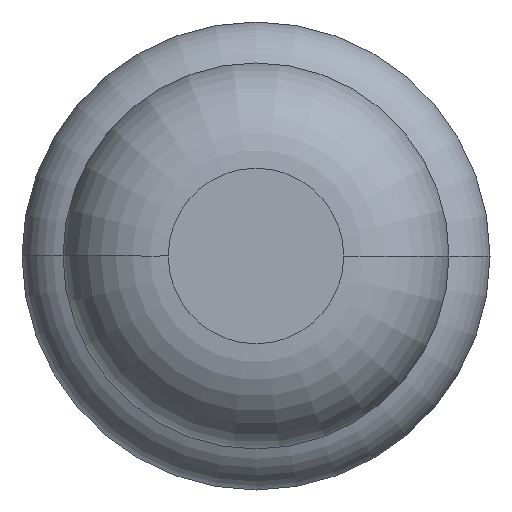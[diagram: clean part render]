
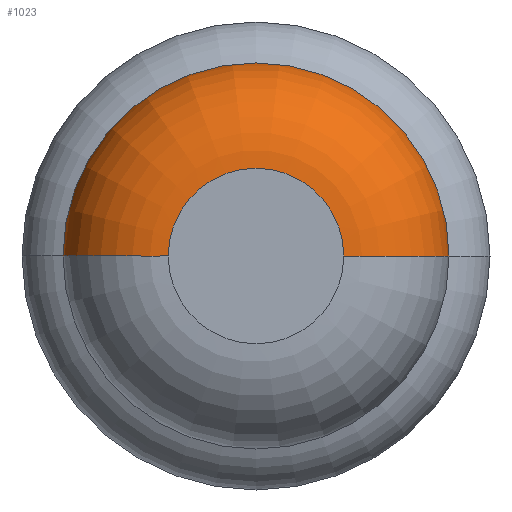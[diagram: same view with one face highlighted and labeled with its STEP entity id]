
A CAD part, front view. The second image highlights one B-rep face of the part: STEP entity #1023.
In plain terms, the highlighted toroidal (fillet/blend) face has major radius 0.375 mm and minor radius 0.45 mm.
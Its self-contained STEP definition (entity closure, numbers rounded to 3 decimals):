
#130 = VERTEX_POINT ( 'NONE', #554 ) ;
#234 = DIRECTION ( 'NONE',  ( 0., -1., 0. ) ) ;
#332 = VERTEX_POINT ( 'NONE', #3062 ) ;
#352 = CARTESIAN_POINT ( 'NONE',  ( 0., -31.55, 0. ) ) ;
#485 = FACE_OUTER_BOUND ( 'NONE', #2492, .T. ) ;
#554 = CARTESIAN_POINT ( 'NONE',  ( 0.825, -31.55, 0. ) ) ;
#681 = CARTESIAN_POINT ( 'NONE',  ( 0., -31.55, 0. ) ) ;
#817 = EDGE_CURVE ( 'Defeature ausgef�hrt1_6+Defeature ausgef�hrt1_7+Defeature ausgef�hrt1_7+Defeature ausgef�hrt1_7', #2177, #962, #3073, .T. ) ;
#962 = VERTEX_POINT ( 'NONE', #2938 ) ;
#1009 = DIRECTION ( 'NONE',  ( -1., 0., 0. ) ) ;
#1023 = ADVANCED_FACE ( 'Defeature ausgef�hrt1_7', ( #485 ), #1419, .T. ) ;
#1055 = DIRECTION ( 'NONE',  ( 0., -1., 0. ) ) ;
#1076 = DIRECTION ( 'NONE',  ( 1., 0., 0. ) ) ;
#1079 = ORIENTED_EDGE ( 'NONE', *, *, #2801, .T. ) ;
#1156 = CIRCLE ( 'NONE', #4055, 0.825 ) ;
#1327 = DIRECTION ( 'NONE',  ( 1., 0., 0. ) ) ;
#1419 = TOROIDAL_SURFACE ( 'NONE', #3923, 0.375, 0.45 ) ;
#1556 = CARTESIAN_POINT ( 'NONE',  ( 0.375, -32., 0. ) ) ;
#1568 = EDGE_CURVE ( 'NONE', #130, #2177, #1960, .T. ) ;
#1720 = CARTESIAN_POINT ( 'NONE',  ( 0.375, -31.55, 0. ) ) ;
#1905 = DIRECTION ( 'NONE',  ( 1., 0., 0. ) ) ;
#1960 = CIRCLE ( 'NONE', #2864, 0.45 ) ;
#2127 = ORIENTED_EDGE ( 'NONE', *, *, #1568, .F. ) ;
#2177 = VERTEX_POINT ( 'NONE', #1556 ) ;
#2353 = CARTESIAN_POINT ( 'NONE',  ( -0.375, -31.55, 0. ) ) ;
#2483 = AXIS2_PLACEMENT_3D ( 'NONE', #2353, #3371, #1327 ) ;
#2492 = EDGE_LOOP ( 'NONE', ( #3951, #1079, #3090, #2127 ) ) ;
#2585 = CARTESIAN_POINT ( 'NONE',  ( 0., -32., 0. ) ) ;
#2708 = DIRECTION ( 'NONE',  ( 1., 0., 0. ) ) ;
#2801 = EDGE_CURVE ( 'NONE', #332, #962, #4195, .T. ) ;
#2864 = AXIS2_PLACEMENT_3D ( 'NONE', #1720, #4096, #1009 ) ;
#2938 = CARTESIAN_POINT ( 'NONE',  ( -0.375, -32., 0. ) ) ;
#3062 = CARTESIAN_POINT ( 'NONE',  ( -0.825, -31.55, 0. ) ) ;
#3073 = CIRCLE ( 'NONE', #4254, 0.375 ) ;
#3090 = ORIENTED_EDGE ( 'NONE', *, *, #817, .F. ) ;
#3172 = EDGE_CURVE ( 'Defeature ausgef�hrt1_7+Defeature ausgef�hrt1_8+Defeature ausgef�hrt1_8+Defeature ausgef�hrt1_8', #130, #332, #1156, .T. ) ;
#3371 = DIRECTION ( 'NONE',  ( 0., 0., 1. ) ) ;
#3923 = AXIS2_PLACEMENT_3D ( 'NONE', #681, #1055, #1076 ) ;
#3951 = ORIENTED_EDGE ( 'NONE', *, *, #3172, .T. ) ;
#4055 = AXIS2_PLACEMENT_3D ( 'NONE', #352, #4387, #2708 ) ;
#4096 = DIRECTION ( 'NONE',  ( 0., 0., -1. ) ) ;
#4195 = CIRCLE ( 'NONE', #2483, 0.45 ) ;
#4254 = AXIS2_PLACEMENT_3D ( 'NONE', #2585, #234, #1905 ) ;
#4387 = DIRECTION ( 'NONE',  ( 0., -1., 0. ) ) ;
